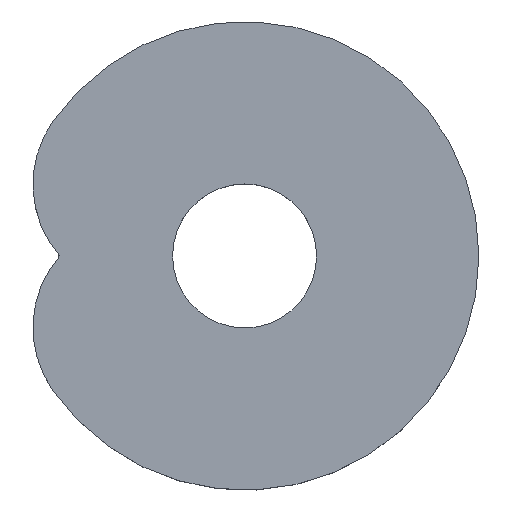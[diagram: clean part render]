
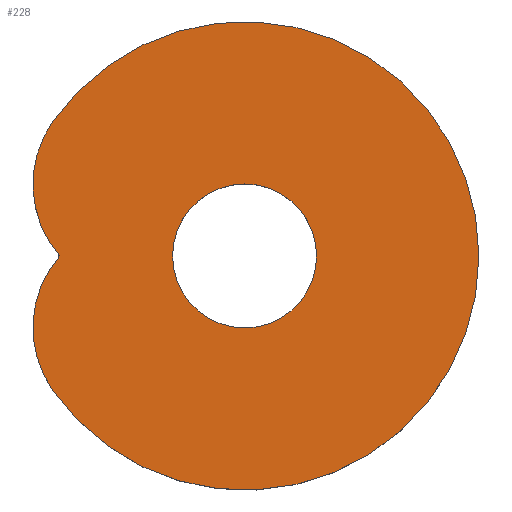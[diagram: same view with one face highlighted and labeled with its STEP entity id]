
A CAD part, top view. The second image highlights one B-rep face of the part: STEP entity #228.
In plain terms, the highlighted planar face has unit normal (0, 0, 1).
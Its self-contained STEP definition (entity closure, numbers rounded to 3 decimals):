
#1 = DIRECTION ( 'NONE',  ( 0., 0., 1. ) ) ;
#15 = DIRECTION ( 'NONE',  ( 1., 0., 0. ) ) ;
#18 = EDGE_CURVE ( 'NONE', #254, #36, #53, .T. ) ;
#21 = FACE_OUTER_BOUND ( 'NONE', #58, .T. ) ;
#24 = ORIENTED_EDGE ( 'NONE', *, *, #56, .T. ) ;
#26 = AXIS2_PLACEMENT_3D ( 'NONE', #218, #41, #89 ) ;
#30 = DIRECTION ( 'NONE',  ( 1., 0., 0. ) ) ;
#32 = VERTEX_POINT ( 'NONE', #258 ) ;
#36 = VERTEX_POINT ( 'NONE', #99 ) ;
#39 = AXIS2_PLACEMENT_3D ( 'NONE', #253, #144, #30 ) ;
#40 = EDGE_CURVE ( 'NONE', #32, #248, #48, .T. ) ;
#41 = DIRECTION ( 'NONE',  ( 0., 0., 1. ) ) ;
#44 = DIRECTION ( 'NONE',  ( 1., 0., 0. ) ) ;
#45 = EDGE_CURVE ( 'NONE', #248, #32, #193, .T. ) ;
#48 = CIRCLE ( 'NONE', #219, 322.7 ) ;
#49 = EDGE_LOOP ( 'NONE', ( #156, #135 ) ) ;
#53 = CIRCLE ( 'NONE', #39, 490. ) ;
#54 = CIRCLE ( 'NONE', #26, 1050. ) ;
#56 = EDGE_CURVE ( 'NONE', #36, #180, #211, .T. ) ;
#57 = DIRECTION ( 'NONE',  ( 1., 0., 0. ) ) ;
#58 = EDGE_LOOP ( 'NONE', ( #24, #272, #121, #95 ) ) ;
#64 = CIRCLE ( 'NONE', #160, 1050. ) ;
#68 = CARTESIAN_POINT ( 'NONE',  ( -229.363, -160.601, 274.2 ) ) ;
#75 = VERTEX_POINT ( 'NONE', #167 ) ;
#76 = DIRECTION ( 'NONE',  ( 0., 0., 1. ) ) ;
#84 = CARTESIAN_POINT ( 'NONE',  ( -860.11, -602.255, 274.2 ) ) ;
#89 = DIRECTION ( 'NONE',  ( 1., 0., 0. ) ) ;
#92 = FACE_BOUND ( 'NONE', #49, .T. ) ;
#93 = AXIS2_PLACEMENT_3D ( 'NONE', #231, #76, #141 ) ;
#94 = AXIS2_PLACEMENT_3D ( 'NONE', #68, #1, #44 ) ;
#95 = ORIENTED_EDGE ( 'NONE', *, *, #18, .T. ) ;
#99 = CARTESIAN_POINT ( 'NONE',  ( -828.764, 0., 274.2 ) ) ;
#100 = DIRECTION ( 'NONE',  ( 0., 0., 1. ) ) ;
#108 = EDGE_CURVE ( 'NONE', #180, #75, #64, .T. ) ;
#121 = ORIENTED_EDGE ( 'NONE', *, *, #225, .T. ) ;
#135 = ORIENTED_EDGE ( 'NONE', *, *, #45, .F. ) ;
#141 = DIRECTION ( 'NONE',  ( 1., 0., 0. ) ) ;
#144 = DIRECTION ( 'NONE',  ( 0., 0., 1. ) ) ;
#156 = ORIENTED_EDGE ( 'NONE', *, *, #40, .F. ) ;
#160 = AXIS2_PLACEMENT_3D ( 'NONE', #236, #171, #261 ) ;
#161 = PLANE ( 'NONE',  #94 ) ;
#167 = CARTESIAN_POINT ( 'NONE',  ( 1050., 0., 274.2 ) ) ;
#171 = DIRECTION ( 'NONE',  ( 0., 0., 1. ) ) ;
#180 = VERTEX_POINT ( 'NONE', #84 ) ;
#192 = CARTESIAN_POINT ( 'NONE',  ( -458.725, -321.203, 274.2 ) ) ;
#193 = CIRCLE ( 'NONE', #93, 322.7 ) ;
#203 = CARTESIAN_POINT ( 'NONE',  ( -322.7, 0., 274.2 ) ) ;
#211 = CIRCLE ( 'NONE', #255, 490. ) ;
#218 = CARTESIAN_POINT ( 'NONE',  ( 0., 0., 274.2 ) ) ;
#219 = AXIS2_PLACEMENT_3D ( 'NONE', #274, #100, #15 ) ;
#225 = EDGE_CURVE ( 'NONE', #75, #254, #54, .T. ) ;
#228 = ADVANCED_FACE ( 'NONE', ( #92, #21 ), #161, .T. ) ;
#231 = CARTESIAN_POINT ( 'NONE',  ( 0., 0., 274.2 ) ) ;
#236 = CARTESIAN_POINT ( 'NONE',  ( 0., 0., 274.2 ) ) ;
#238 = DIRECTION ( 'NONE',  ( 0., 0., 1. ) ) ;
#248 = VERTEX_POINT ( 'NONE', #203 ) ;
#253 = CARTESIAN_POINT ( 'NONE',  ( -458.725, 321.203, 274.2 ) ) ;
#254 = VERTEX_POINT ( 'NONE', #267 ) ;
#255 = AXIS2_PLACEMENT_3D ( 'NONE', #192, #238, #57 ) ;
#258 = CARTESIAN_POINT ( 'NONE',  ( 322.7, 0., 274.2 ) ) ;
#261 = DIRECTION ( 'NONE',  ( 1., 0., 0. ) ) ;
#267 = CARTESIAN_POINT ( 'NONE',  ( -860.11, 602.255, 274.2 ) ) ;
#272 = ORIENTED_EDGE ( 'NONE', *, *, #108, .T. ) ;
#274 = CARTESIAN_POINT ( 'NONE',  ( 0., 0., 274.2 ) ) ;
